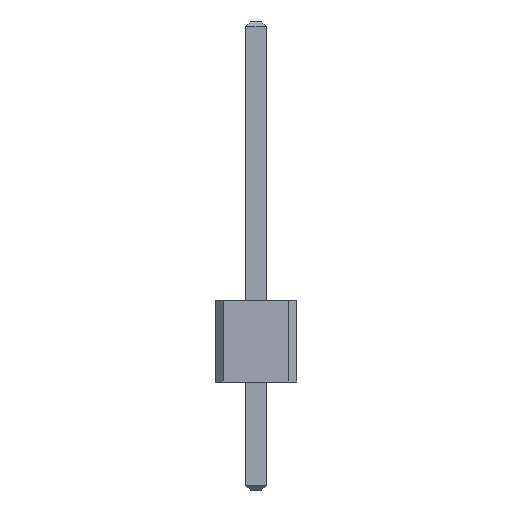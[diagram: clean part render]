
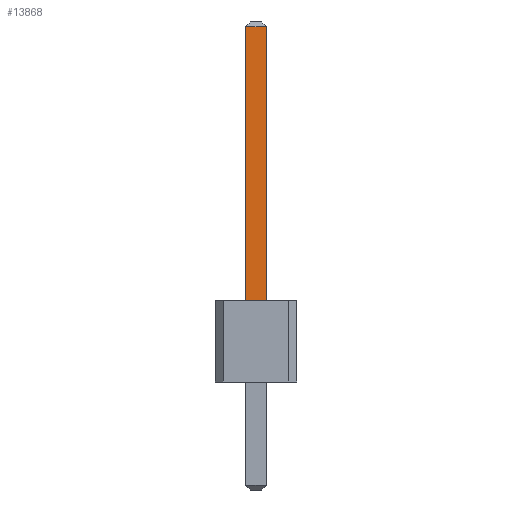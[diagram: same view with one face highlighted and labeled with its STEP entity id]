
A CAD part, front view. The second image highlights one B-rep face of the part: STEP entity #13868.
In plain terms, the highlighted face is planar.
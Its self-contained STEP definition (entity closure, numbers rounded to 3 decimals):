
#111 = PLANE('',#112);
#112 = AXIS2_PLACEMENT_3D('',#113,#114,#115);
#113 = CARTESIAN_POINT('',(15.24,0.,2.5));
#114 = DIRECTION('',(0.,0.,1.));
#115 = DIRECTION('',(1.,0.,0.));
#6561 = VERTEX_POINT('',#6562);
#6562 = CARTESIAN_POINT('',(30.8,-0.32,2.5));
#6577 = PLANE('',#6578);
#6578 = AXIS2_PLACEMENT_3D('',#6579,#6580,#6581);
#6579 = CARTESIAN_POINT('',(30.16,-0.32,-3.3));
#6580 = DIRECTION('',(0.,1.,0.));
#6581 = DIRECTION('',(1.,0.,0.));
#6615 = VERTEX_POINT('',#6616);
#6616 = CARTESIAN_POINT('',(30.8,0.32,2.5));
#6629 = PLANE('',#6630);
#6630 = AXIS2_PLACEMENT_3D('',#6631,#6632,#6633);
#6631 = CARTESIAN_POINT('',(30.8,0.32,-3.3));
#6632 = DIRECTION('',(0.,-1.,0.));
#6633 = DIRECTION('',(-1.,0.,0.));
#6640 = EDGE_CURVE('',#6615,#6561,#6641,.T.);
#6641 = SURFACE_CURVE('',#6642,(#6646,#6652),.PCURVE_S1.);
#6642 = LINE('',#6643,#6644);
#6643 = CARTESIAN_POINT('',(30.8,-0.16,2.5));
#6644 = VECTOR('',#6645,1.);
#6645 = DIRECTION('',(-0.,-1.,0.));
#6646 = PCURVE('',#111,#6647);
#6647 = DEFINITIONAL_REPRESENTATION('',(#6648),#6651);
#6648 = B_SPLINE_CURVE_WITH_KNOTS('',1,(#6649,#6650),.UNSPECIFIED.,.F.,
  .F.,(2,2),(-0.544,0.224),.PIECEWISE_BEZIER_KNOTS.);
#6649 = CARTESIAN_POINT('',(15.56,0.384));
#6650 = CARTESIAN_POINT('',(15.56,-0.384));
#6651 = ( GEOMETRIC_REPRESENTATION_CONTEXT(2) 
PARAMETRIC_REPRESENTATION_CONTEXT() REPRESENTATION_CONTEXT('2D SPACE',''
  ) );
#6652 = PCURVE('',#6653,#6658);
#6653 = PLANE('',#6654);
#6654 = AXIS2_PLACEMENT_3D('',#6655,#6656,#6657);
#6655 = CARTESIAN_POINT('',(30.8,-0.32,-3.3));
#6656 = DIRECTION('',(-1.,0.,0.));
#6657 = DIRECTION('',(0.,1.,0.));
#6658 = DEFINITIONAL_REPRESENTATION('',(#6659),#6662);
#6659 = B_SPLINE_CURVE_WITH_KNOTS('',1,(#6660,#6661),.UNSPECIFIED.,.F.,
  .F.,(2,2),(-0.544,0.224),.PIECEWISE_BEZIER_KNOTS.);
#6660 = CARTESIAN_POINT('',(0.704,-5.8));
#6661 = CARTESIAN_POINT('',(-0.064,-5.8));
#6662 = ( GEOMETRIC_REPRESENTATION_CONTEXT(2) 
PARAMETRIC_REPRESENTATION_CONTEXT() REPRESENTATION_CONTEXT('2D SPACE',''
  ) );
#13821 = VERTEX_POINT('',#13822);
#13822 = CARTESIAN_POINT('',(30.8,-0.32,10.85));
#13848 = EDGE_CURVE('',#6561,#13821,#13849,.T.);
#13849 = SURFACE_CURVE('',#13850,(#13854,#13861),.PCURVE_S1.);
#13850 = LINE('',#13851,#13852);
#13851 = CARTESIAN_POINT('',(30.8,-0.32,-3.3));
#13852 = VECTOR('',#13853,1.);
#13853 = DIRECTION('',(0.,0.,1.));
#13854 = PCURVE('',#6577,#13855);
#13855 = DEFINITIONAL_REPRESENTATION('',(#13856),#13860);
#13856 = LINE('',#13857,#13858);
#13857 = CARTESIAN_POINT('',(0.64,0.));
#13858 = VECTOR('',#13859,1.);
#13859 = DIRECTION('',(0.,-1.));
#13860 = ( GEOMETRIC_REPRESENTATION_CONTEXT(2) 
PARAMETRIC_REPRESENTATION_CONTEXT() REPRESENTATION_CONTEXT('2D SPACE',''
  ) );
#13861 = PCURVE('',#6653,#13862);
#13862 = DEFINITIONAL_REPRESENTATION('',(#13863),#13867);
#13863 = LINE('',#13864,#13865);
#13864 = CARTESIAN_POINT('',(0.,0.));
#13865 = VECTOR('',#13866,1.);
#13866 = DIRECTION('',(0.,-1.));
#13867 = ( GEOMETRIC_REPRESENTATION_CONTEXT(2) 
PARAMETRIC_REPRESENTATION_CONTEXT() REPRESENTATION_CONTEXT('2D SPACE',''
  ) );
#13868 = ADVANCED_FACE('',(#13869),#6653,.F.);
#13869 = FACE_BOUND('',#13870,.F.);
#13870 = EDGE_LOOP('',(#13871,#13872,#13873,#13901));
#13871 = ORIENTED_EDGE('',*,*,#6640,.T.);
#13872 = ORIENTED_EDGE('',*,*,#13848,.T.);
#13873 = ORIENTED_EDGE('',*,*,#13874,.T.);
#13874 = EDGE_CURVE('',#13821,#13875,#13877,.T.);
#13875 = VERTEX_POINT('',#13876);
#13876 = CARTESIAN_POINT('',(30.8,0.32,10.85));
#13877 = SURFACE_CURVE('',#13878,(#13882,#13889),.PCURVE_S1.);
#13878 = LINE('',#13879,#13880);
#13879 = CARTESIAN_POINT('',(30.8,-0.32,10.85));
#13880 = VECTOR('',#13881,1.);
#13881 = DIRECTION('',(0.,1.,0.));
#13882 = PCURVE('',#6653,#13883);
#13883 = DEFINITIONAL_REPRESENTATION('',(#13884),#13888);
#13884 = LINE('',#13885,#13886);
#13885 = CARTESIAN_POINT('',(0.,-14.15));
#13886 = VECTOR('',#13887,1.);
#13887 = DIRECTION('',(1.,0.));
#13888 = ( GEOMETRIC_REPRESENTATION_CONTEXT(2) 
PARAMETRIC_REPRESENTATION_CONTEXT() REPRESENTATION_CONTEXT('2D SPACE',''
  ) );
#13889 = PCURVE('',#13890,#13895);
#13890 = PLANE('',#13891);
#13891 = AXIS2_PLACEMENT_3D('',#13892,#13893,#13894);
#13892 = CARTESIAN_POINT('',(30.725,-0.32,10.925));
#13893 = DIRECTION('',(-0.707,0.,
    -0.707));
#13894 = DIRECTION('',(0.,1.,0.));
#13895 = DEFINITIONAL_REPRESENTATION('',(#13896),#13900);
#13896 = LINE('',#13897,#13898);
#13897 = CARTESIAN_POINT('',(0.,0.106));
#13898 = VECTOR('',#13899,1.);
#13899 = DIRECTION('',(1.,0.));
#13900 = ( GEOMETRIC_REPRESENTATION_CONTEXT(2) 
PARAMETRIC_REPRESENTATION_CONTEXT() REPRESENTATION_CONTEXT('2D SPACE',''
  ) );
#13901 = ORIENTED_EDGE('',*,*,#13902,.F.);
#13902 = EDGE_CURVE('',#6615,#13875,#13903,.T.);
#13903 = SURFACE_CURVE('',#13904,(#13908,#13915),.PCURVE_S1.);
#13904 = LINE('',#13905,#13906);
#13905 = CARTESIAN_POINT('',(30.8,0.32,-3.3));
#13906 = VECTOR('',#13907,1.);
#13907 = DIRECTION('',(0.,0.,1.));
#13908 = PCURVE('',#6653,#13909);
#13909 = DEFINITIONAL_REPRESENTATION('',(#13910),#13914);
#13910 = LINE('',#13911,#13912);
#13911 = CARTESIAN_POINT('',(0.64,0.));
#13912 = VECTOR('',#13913,1.);
#13913 = DIRECTION('',(0.,-1.));
#13914 = ( GEOMETRIC_REPRESENTATION_CONTEXT(2) 
PARAMETRIC_REPRESENTATION_CONTEXT() REPRESENTATION_CONTEXT('2D SPACE',''
  ) );
#13915 = PCURVE('',#6629,#13916);
#13916 = DEFINITIONAL_REPRESENTATION('',(#13917),#13921);
#13917 = LINE('',#13918,#13919);
#13918 = CARTESIAN_POINT('',(0.,-0.));
#13919 = VECTOR('',#13920,1.);
#13920 = DIRECTION('',(0.,-1.));
#13921 = ( GEOMETRIC_REPRESENTATION_CONTEXT(2) 
PARAMETRIC_REPRESENTATION_CONTEXT() REPRESENTATION_CONTEXT('2D SPACE',''
  ) );
